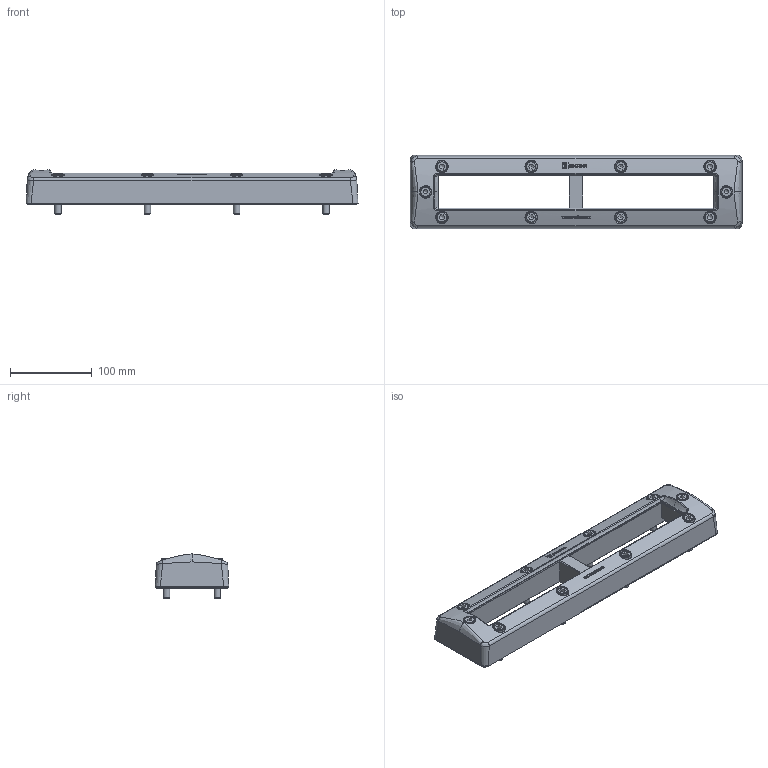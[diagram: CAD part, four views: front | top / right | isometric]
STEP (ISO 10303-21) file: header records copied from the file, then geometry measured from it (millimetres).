
FILE_DESCRIPTION((''),'2;1');
FILE_NAME('EzEntry 32.stp','2014-11-11T10:18:31',('se-emikul'),(''),'Autodesk Inventor 2013','Autodesk Inventor 2013','');
FILE_SCHEMA(('AUTOMOTIVE_DESIGN { 1 0 10303 214 1 1 1 1 }'));
Length unit declared in the file: millimetre
Products named in the file (1): EzEntry 32
Bounding box: 405 x 90 x 53.69 mm (x, y, z)
Volume: 441778.5 mm3; surface area: 287462.3 mm2
Topology: 20 solids, 20 shells, 4780 faces, 11648 edges, 6984 vertices
Faces by surface type: cylinder 1502, bspline 1423, plane 1083, cone 280, torus 256, sphere 236
Full cylindrical faces by diameter (mm): 6.647 x2, 8 x10, 13 x10
Entity records: 239244 total; most frequent: CARTESIAN_POINT 135956, ORIENTED_EDGE 22804, DIRECTION 16984, EDGE_CURVE 11402, VERTEX_POINT 6868, AXIS2_PLACEMENT_3D 6566, EDGE_LOOP 5044, STYLED_ITEM 4800
